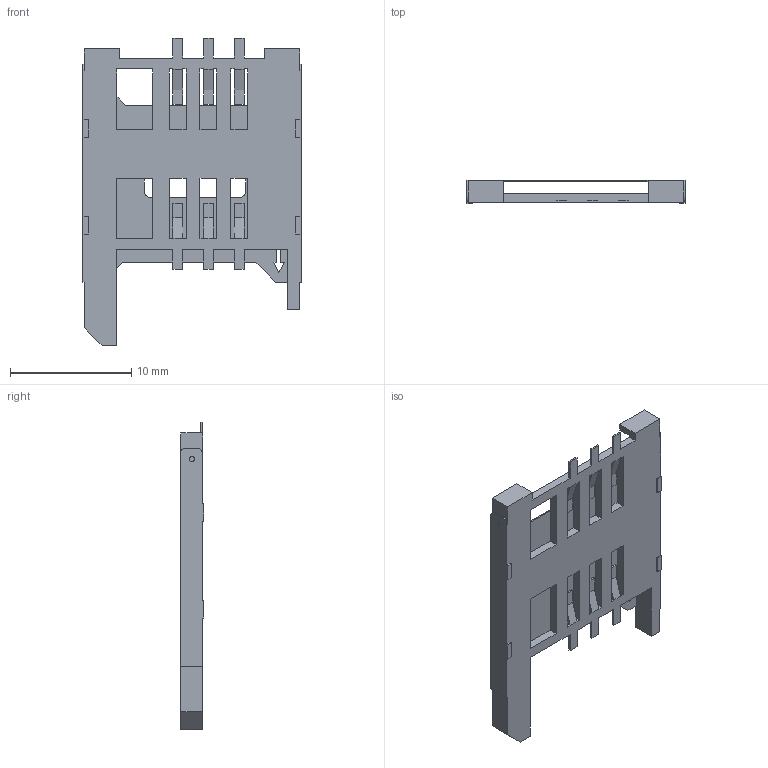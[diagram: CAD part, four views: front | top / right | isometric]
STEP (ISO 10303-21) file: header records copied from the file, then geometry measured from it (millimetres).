
FILE_DESCRIPTION (( 'STEP AP214' ), '1' );
FILE_NAME ('79F6AFA8-619C-455C-981B-1EB574A656B0.STEP', '2022-10-18T07:37:25', ( '' ), ( '' ), 'SwSTEP 2.0', 'SolidWorks 2022', '' );
FILE_SCHEMA (( 'AUTOMOTIVE_DESIGN' ));
Length unit declared in the file: millimetre
Products named in the file (1): 79F6AFA8-619C-455C-981B-1EB574A656B0
Bounding box: 18 x 1.95 x 25.39 mm (x, y, z)
Volume: 251.2 mm3; surface area: 1198.2 mm2
Topology: 4 solids, 4 shells, 399 faces, 1170 edges, 779 vertices
Faces by surface type: plane 387, cylinder 12
Entity records: 14172 total; most frequent: CARTESIAN_POINT 2349, ORIENTED_EDGE 2340, DIRECTION 1996, EDGE_CURVE 1170, VECTOR 1144, LINE 1144, VERTEX_POINT 779, EDGE_LOOP 439
